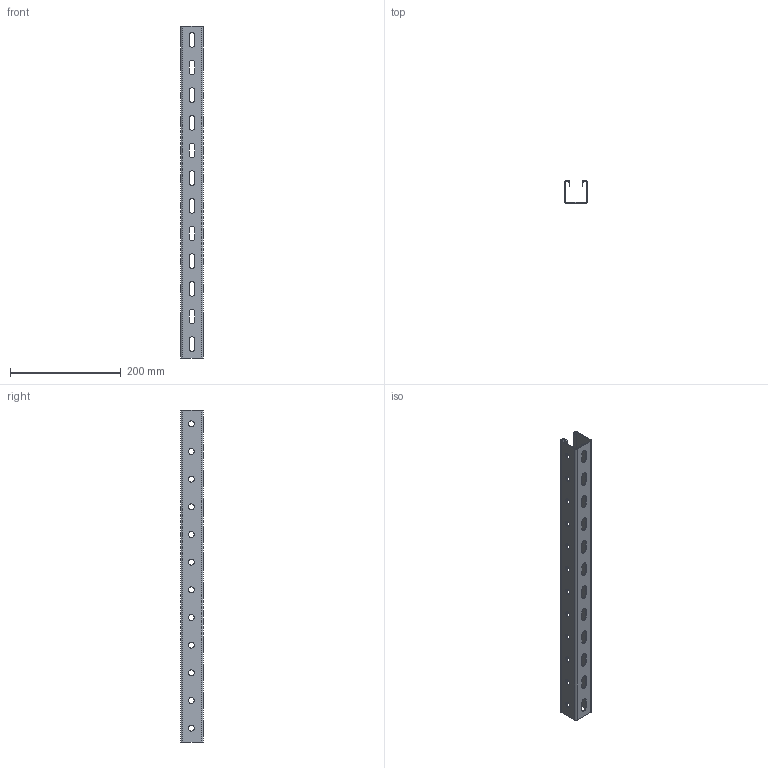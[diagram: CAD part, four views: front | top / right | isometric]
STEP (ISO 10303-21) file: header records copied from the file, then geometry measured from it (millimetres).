
FILE_DESCRIPTION (( 'STEP AP203' ), '1' );
FILE_NAME ('Ïðîôèëü C-îáðàçíûé 41_BPL4106.STEP', '2012-11-16T08:11:19', ( 'Àñååâ' ), ( '' ), 'SwSTEP 2.0', 'SolidWorks 2012', '' );
FILE_SCHEMA (( 'CONFIG_CONTROL_DESIGN' ));
Length unit declared in the file: millimetre
Products named in the file (1): Ïðîôèëü C-îáðàçíûé 41_BPL4106
Bounding box: 41 x 41 x 600 mm (x, y, z)
Volume: 123532 mm3; surface area: 169322.3 mm2
Topology: 1 solids, 1 shells, 102 faces, 312 edges, 212 vertices
Faces by surface type: cylinder 60, plane 42
Full cylindrical faces by diameter (mm): 10.5 x24
Entity records: 3545 total; most frequent: DIRECTION 602, CARTESIAN_POINT 579, ORIENTED_EDGE 552, EDGE_CURVE 276, AXIS2_PLACEMENT_3D 223, VERTEX_POINT 200, EDGE_LOOP 198, LINE 156
